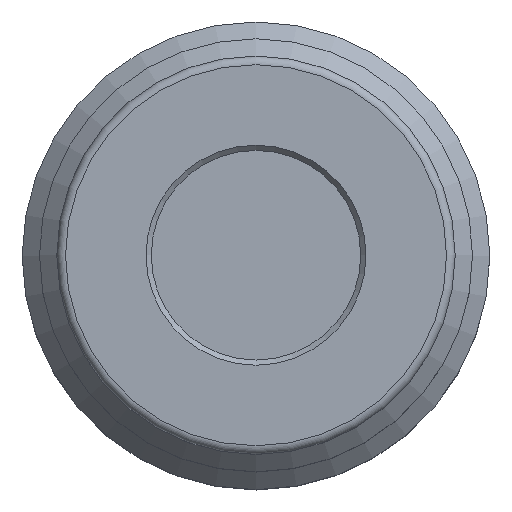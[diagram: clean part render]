
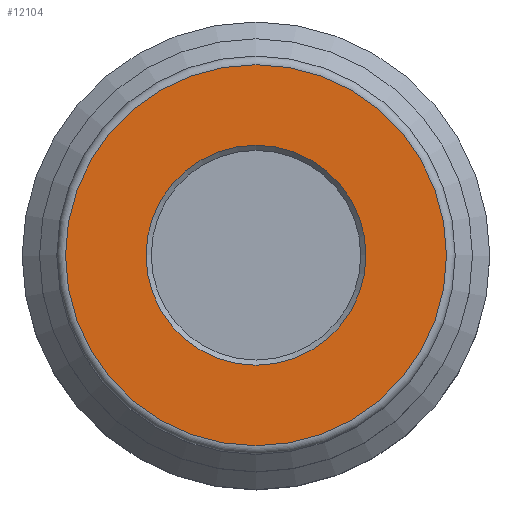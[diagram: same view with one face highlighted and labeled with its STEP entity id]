
A CAD part, top view. The second image highlights one B-rep face of the part: STEP entity #12104.
In plain terms, the highlighted planar face has unit normal (0, 0, 1).
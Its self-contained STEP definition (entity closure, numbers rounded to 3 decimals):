
#1075=FACE_BOUND($,#3531,.T.);
#2866=FACE_OUTER_BOUND($,#3530,.T.);
#3530=EDGE_LOOP($,(#7662));
#3531=EDGE_LOOP($,(#7663));
#4278=CIRCLE($,#12816,11.);
#4279=CIRCLE($,#12817,6.35);
#4535=VERTEX_POINT($,#15633);
#4536=VERTEX_POINT($,#15635);
#5776=EDGE_CURVE($,#4535,#4535,#4278,.T.);
#5777=EDGE_CURVE($,#4536,#4536,#4279,.T.);
#7662=ORIENTED_EDGE($,*,*,#5776,.T.);
#7663=ORIENTED_EDGE($,*,*,#5777,.F.);
#11106=PLANE($,#12815);
#12104=ADVANCED_FACE($,(#2866,#1075),#11106,.T.);
#12815=AXIS2_PLACEMENT_3D($,#15632,#13545,#13546);
#12816=AXIS2_PLACEMENT_3D($,#15634,#13547,#13548);
#12817=AXIS2_PLACEMENT_3D($,#15636,#13549,#13550);
#13545=DIRECTION('center_axis',(0.,0.,1.));
#13546=DIRECTION('ref_axis',(1.,0.,0.));
#13547=DIRECTION('center_axis',(0.,0.,1.));
#13548=DIRECTION('ref_axis',(-1.,0.,0.));
#13549=DIRECTION('center_axis',(0.,0.,1.));
#13550=DIRECTION('ref_axis',(1.,0.,0.));
#15632=CARTESIAN_POINT('Origin',(0.,-6.35,17.75));
#15633=CARTESIAN_POINT('',(0.,-11.,17.75));
#15634=CARTESIAN_POINT('Origin',(0.,0.,17.75));
#15635=CARTESIAN_POINT('',(0.,-6.35,17.75));
#15636=CARTESIAN_POINT('Origin',(0.,0.,17.75));
